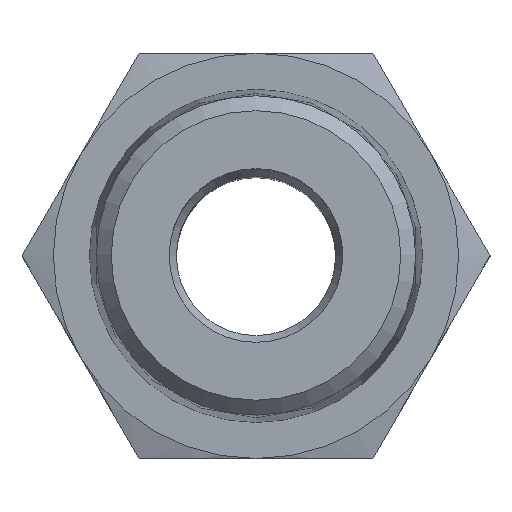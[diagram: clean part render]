
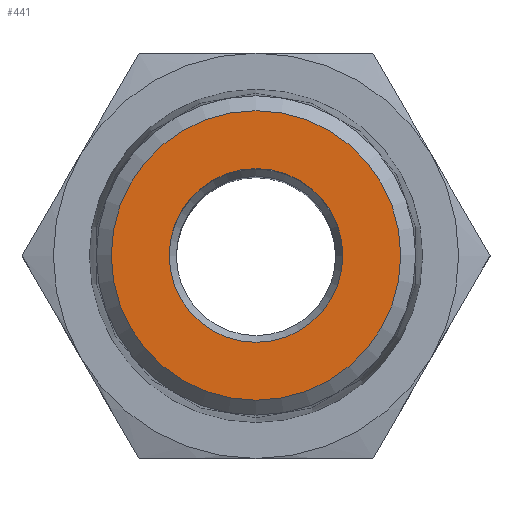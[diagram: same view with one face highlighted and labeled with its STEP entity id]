
A CAD part, top view. The second image highlights one B-rep face of the part: STEP entity #441.
In plain terms, the highlighted planar face has unit normal (0, 0, 1).
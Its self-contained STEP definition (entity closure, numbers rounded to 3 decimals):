
#38=PLANE('',#500);
#61=CIRCLE('',#501,3.);
#62=CIRCLE('',#502,5.);
#108=ORIENTED_EDGE('',*,*,#222,.F.);
#109=ORIENTED_EDGE('',*,*,#223,.T.);
#222=EDGE_CURVE('',#271,#271,#61,.T.);
#223=EDGE_CURVE('',#272,#272,#62,.T.);
#271=VERTEX_POINT('',#799);
#272=VERTEX_POINT('',#801);
#322=EDGE_LOOP('',(#108));
#323=EDGE_LOOP('',(#109));
#372=FACE_BOUND('',#322,.T.);
#373=FACE_BOUND('',#323,.T.);
#441=ADVANCED_FACE('',(#372,#373),#38,.T.);
#500=AXIS2_PLACEMENT_3D('',#797,#584,#585);
#501=AXIS2_PLACEMENT_3D('',#798,#586,#587);
#502=AXIS2_PLACEMENT_3D('',#800,#588,#589);
#584=DIRECTION('',(0.,0.,1.));
#585=DIRECTION('',(0.,-1.,0.));
#586=DIRECTION('',(0.,0.,1.));
#587=DIRECTION('',(1.,0.,0.));
#588=DIRECTION('',(0.,0.,1.));
#589=DIRECTION('',(0.,-1.,0.));
#797=CARTESIAN_POINT('',(0.,0.,11.1));
#798=CARTESIAN_POINT('',(0.,0.,11.1));
#799=CARTESIAN_POINT('',(3.,0.,11.1));
#800=CARTESIAN_POINT('',(0.,0.,11.1));
#801=CARTESIAN_POINT('',(0.,-5.,11.1));
